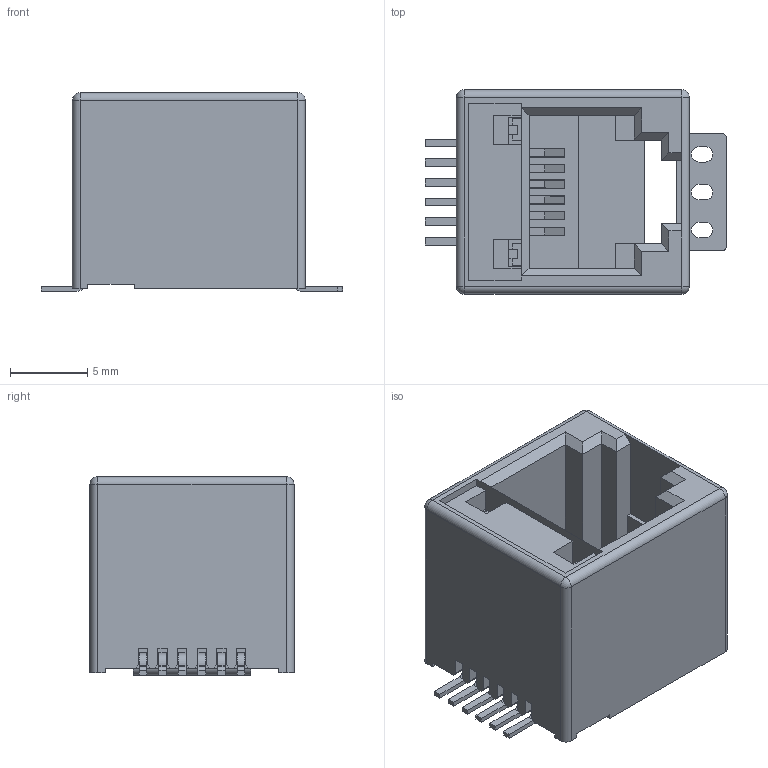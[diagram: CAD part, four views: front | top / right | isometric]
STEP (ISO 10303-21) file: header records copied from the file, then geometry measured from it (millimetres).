
FILE_DESCRIPTION(/* description */ (''),/* implementation_level */ '2;1');
FILE_NAME(/* name */ 'MOLEX_85513-5014.stp',/* time_stamp */ '2015-12-11T08:01:36+01:00',/* author */ ('riccim'),/* organization */ (''),/* preprocessor_version */ 'ST-DEVELOPER v15.5',/* originating_system */ 'AutoCAD Mechanical',/* authorisation */ '');
FILE_SCHEMA (('AUTOMOTIVE_DESIGN { 1 0 10303 214 3 1 1 }'));
Length unit declared in the file: millimetre
Products named in the file (1): Product
Bounding box: 19.48 x 13.21 x 12.85 mm (x, y, z)
Volume: 1515.4 mm3; surface area: 1978.1 mm2
Topology: 14 solids, 14 shells, 331 faces, 903 edges, 594 vertices
Faces by surface type: plane 283, cylinder 44, sphere 4
Entity records: 10359 total; most frequent: CARTESIAN_POINT 1829, ORIENTED_EDGE 1806, DIRECTION 1655, EDGE_CURVE 903, LINE 815, VECTOR 815, VERTEX_POINT 594, AXIS2_PLACEMENT_3D 420
